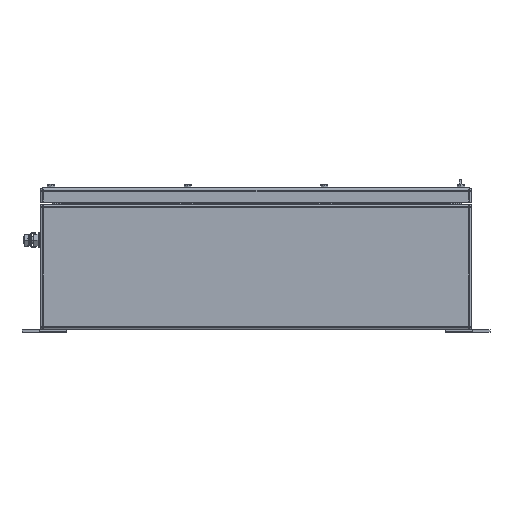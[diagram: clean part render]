
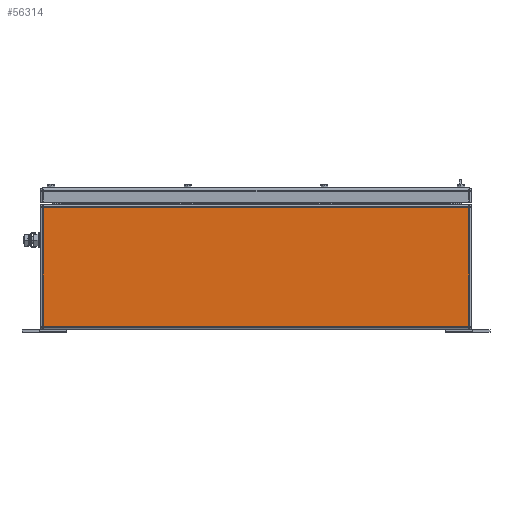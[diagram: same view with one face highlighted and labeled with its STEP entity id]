
A CAD part, front view. The second image highlights one B-rep face of the part: STEP entity #56314.
In plain terms, the highlighted planar face has unit normal (0, -1, 0).
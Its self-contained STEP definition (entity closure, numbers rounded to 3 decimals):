
#56287=AXIS2_PLACEMENT_3D('Plane Axis2P3D',#56284,#56285,#56286) ;
#56169=CARTESIAN_POINT('Vertex',(28.5,0.,6.5)) ;
#56172=CARTESIAN_POINT('Line Origine',(28.5,0.,92.)) ;
#56176=CARTESIAN_POINT('Vertex',(28.5,0.,177.5)) ;
#56284=CARTESIAN_POINT('Axis2P3D Location',(635.5,0.,3.5)) ;
#56289=CARTESIAN_POINT('Line Origine',(330.5,0.,6.5)) ;
#56293=CARTESIAN_POINT('Vertex',(632.5,0.,6.5)) ;
#56296=CARTESIAN_POINT('Line Origine',(632.5,0.,92.)) ;
#56300=CARTESIAN_POINT('Vertex',(632.5,0.,177.5)) ;
#56303=CARTESIAN_POINT('Line Origine',(330.5,0.,177.5)) ;
#56173=DIRECTION('Vector Direction',(0.,0.,1.)) ;
#56285=DIRECTION('Axis2P3D Direction',(0.,1.,0.)) ;
#56286=DIRECTION('Axis2P3D XDirection',(-1.,0.,0.)) ;
#56290=DIRECTION('Vector Direction',(1.,0.,0.)) ;
#56297=DIRECTION('Vector Direction',(0.,0.,1.)) ;
#56304=DIRECTION('Vector Direction',(-1.,0.,0.)) ;
#56174=VECTOR('Line Direction',#56173,1.) ;
#56291=VECTOR('Line Direction',#56290,1.) ;
#56298=VECTOR('Line Direction',#56297,1.) ;
#56305=VECTOR('Line Direction',#56304,1.) ;
#56309=ORIENTED_EDGE('',*,*,#56295,.F.) ;
#56310=ORIENTED_EDGE('',*,*,#56302,.F.) ;
#56311=ORIENTED_EDGE('',*,*,#56307,.F.) ;
#56312=ORIENTED_EDGE('',*,*,#56178,.F.) ;
#56314=ADVANCED_FACE('1195550000.1\\ZUB.2\\ZUB_GH_KTB_MH987430_4.1.1\\GH_KTB_MH_QL_FS_PART_Multi-Master.1\\Koerper.2',(#56313),#56288,.F.) ;
#56178=EDGE_CURVE('',#56170,#56177,#56175,.T.) ;
#56295=EDGE_CURVE('',#56294,#56170,#56292,.F.) ;
#56302=EDGE_CURVE('',#56301,#56294,#56299,.F.) ;
#56307=EDGE_CURVE('',#56177,#56301,#56306,.F.) ;
#56308=EDGE_LOOP('',(#56309,#56310,#56311,#56312)) ;
#56313=FACE_OUTER_BOUND('',#56308,.T.) ;
#56175=LINE('Line',#56172,#56174) ;
#56292=LINE('Line',#56289,#56291) ;
#56299=LINE('Line',#56296,#56298) ;
#56306=LINE('Line',#56303,#56305) ;
#56288=PLANE('',#56287) ;
#56170=VERTEX_POINT('',#56169) ;
#56177=VERTEX_POINT('',#56176) ;
#56294=VERTEX_POINT('',#56293) ;
#56301=VERTEX_POINT('',#56300) ;
